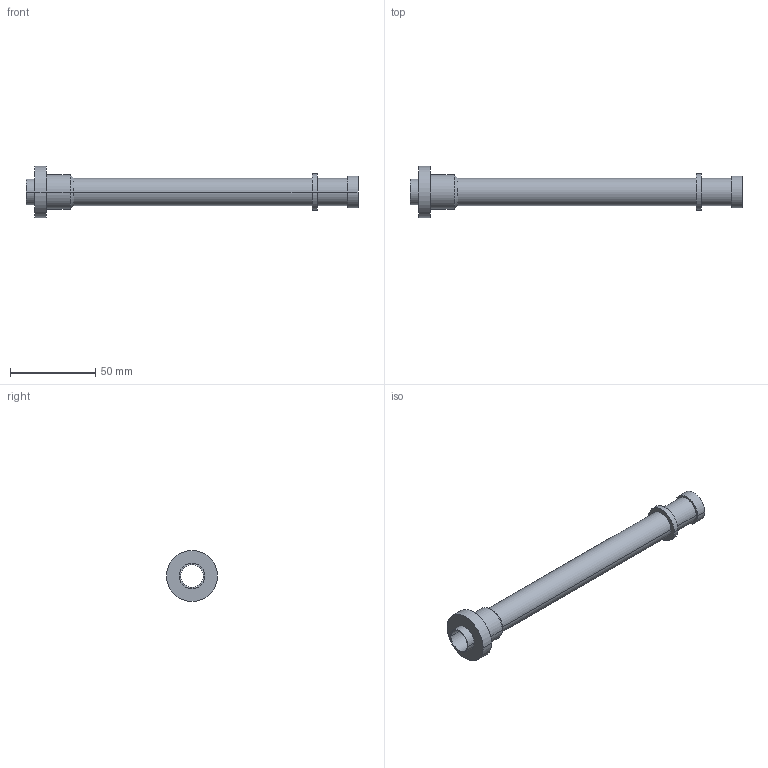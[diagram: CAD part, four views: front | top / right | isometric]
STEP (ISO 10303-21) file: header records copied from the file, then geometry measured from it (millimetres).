
FILE_DESCRIPTION (( 'STEP AP203' ), '1' );
FILE_NAME ('gas_tube.STEP', '2022-03-29T17:23:11', ( '' ), ( '' ), 'SwSTEP 2.0', 'SolidWorks 2020', '' );
FILE_SCHEMA (( 'CONFIG_CONTROL_DESIGN' ));
Length unit declared in the file: millimetre
Products named in the file (1): gas_tube
Bounding box: 195 x 30 x 30 mm (x, y, z)
Volume: 17298.5 mm3; surface area: 20172.3 mm2
Topology: 1 solids, 1 shells, 25 faces, 50 edges, 32 vertices
Faces by surface type: cylinder 16, plane 7, cone 2
Entity records: 745 total; most frequent: DIRECTION 134, CARTESIAN_POINT 108, ORIENTED_EDGE 100, AXIS2_PLACEMENT_3D 58, EDGE_CURVE 50, CIRCLE 32, EDGE_LOOP 32, VERTEX_POINT 32
